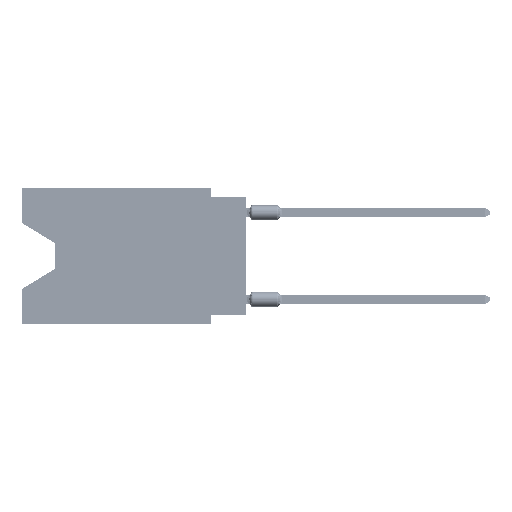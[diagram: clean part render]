
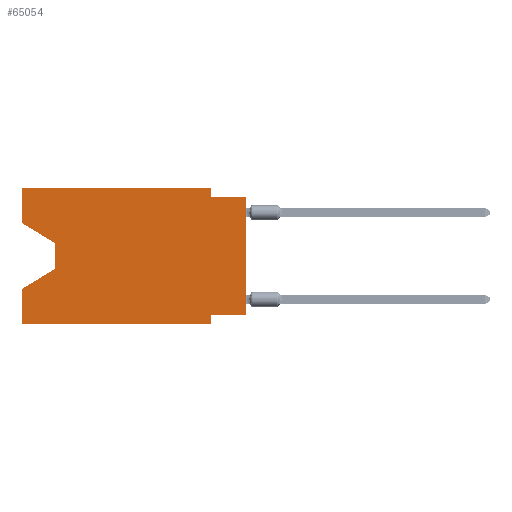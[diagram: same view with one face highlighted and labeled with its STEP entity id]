
A CAD part, left-side view. The second image highlights one B-rep face of the part: STEP entity #65054.
In plain terms, the highlighted planar face has unit normal (-1, 0, 0).
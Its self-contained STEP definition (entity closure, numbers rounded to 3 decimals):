
#256 = LINE ( 'NONE', #80601, #53686 ) ;
#1964 = CARTESIAN_POINT ( 'NONE',  ( 0., 2.54, -9.906 ) ) ;
#3184 = LINE ( 'NONE', #64095, #12752 ) ;
#3633 = VECTOR ( 'NONE', #36997, 1000. ) ;
#4166 = VERTEX_POINT ( 'NONE', #43188 ) ;
#4211 = CARTESIAN_POINT ( 'NONE',  ( 0., 13.97, -5.893 ) ) ;
#5025 = VECTOR ( 'NONE', #32855, 1000. ) ;
#7961 = CARTESIAN_POINT ( 'NONE',  ( 0., 16.383, -2.546 ) ) ;
#8157 = EDGE_CURVE ( 'NONE', #46819, #49976, #256, .T. ) ;
#9022 = LINE ( 'NONE', #1964, #58701 ) ;
#9046 = EDGE_CURVE ( 'NONE', #49976, #19305, #80838, .T. ) ;
#11290 = ORIENTED_EDGE ( 'NONE', *, *, #18386, .T. ) ;
#11353 = EDGE_CURVE ( 'NONE', #15852, #17548, #24533, .T. ) ;
#12752 = VECTOR ( 'NONE', #23498, 1000. ) ;
#14171 = VECTOR ( 'NONE', #73790, 1000. ) ;
#14324 = ORIENTED_EDGE ( 'NONE', *, *, #9046, .T. ) ;
#15194 = VECTOR ( 'NONE', #45467, 1000. ) ;
#15444 = EDGE_CURVE ( 'NONE', #22175, #19373, #42781, .T. ) ;
#15562 = EDGE_CURVE ( 'NONE', #75386, #4166, #86432, .T. ) ;
#15852 = VERTEX_POINT ( 'NONE', #71223 ) ;
#17548 = VERTEX_POINT ( 'NONE', #36528 ) ;
#18333 = CARTESIAN_POINT ( 'NONE',  ( 0., 0., -0.635 ) ) ;
#18386 = EDGE_CURVE ( 'NONE', #45294, #39189, #25171, .T. ) ;
#19305 = VERTEX_POINT ( 'NONE', #4211 ) ;
#19373 = VERTEX_POINT ( 'NONE', #18333 ) ;
#19615 = LINE ( 'NONE', #21363, #5025 ) ;
#20145 = DIRECTION ( 'NONE',  ( 0., -0.855, -0.519 ) ) ;
#20372 = CARTESIAN_POINT ( 'NONE',  ( 0., 13.97, -4.013 ) ) ;
#21363 = CARTESIAN_POINT ( 'NONE',  ( 0., 13.97, -5.893 ) ) ;
#21475 = VECTOR ( 'NONE', #50562, 1000. ) ;
#22175 = VERTEX_POINT ( 'NONE', #70030 ) ;
#22605 = EDGE_CURVE ( 'NONE', #17548, #39189, #9022, .T. ) ;
#23498 = DIRECTION ( 'NONE',  ( 0., 0., 1. ) ) ;
#23552 = FACE_OUTER_BOUND ( 'NONE', #59387, .T. ) ;
#24533 = LINE ( 'NONE', #44398, #21475 ) ;
#24865 = PLANE ( 'NONE',  #73824 ) ;
#25171 = LINE ( 'NONE', #52075, #15194 ) ;
#26173 = CARTESIAN_POINT ( 'NONE',  ( 0., 0., 0. ) ) ;
#27854 = CARTESIAN_POINT ( 'NONE',  ( 0., 16.383, -7.36 ) ) ;
#27886 = DIRECTION ( 'NONE',  ( 0., 0., 1. ) ) ;
#29738 = ORIENTED_EDGE ( 'NONE', *, *, #57803, .F. ) ;
#29767 = DIRECTION ( 'NONE',  ( 0., 0., -1. ) ) ;
#30107 = CARTESIAN_POINT ( 'NONE',  ( 0., 16.383, -9.906 ) ) ;
#32855 = DIRECTION ( 'NONE',  ( 0., 0.855, -0.519 ) ) ;
#33105 = VERTEX_POINT ( 'NONE', #27854 ) ;
#35656 = EDGE_CURVE ( 'NONE', #19305, #33105, #19615, .T. ) ;
#36528 = CARTESIAN_POINT ( 'NONE',  ( 0., 2.54, -9.271 ) ) ;
#36560 = CARTESIAN_POINT ( 'NONE',  ( 0., 0., -0.635 ) ) ;
#36997 = DIRECTION ( 'NONE',  ( 0., -1., 0. ) ) ;
#37443 = DIRECTION ( 'NONE',  ( 0., -1., 0. ) ) ;
#39189 = VERTEX_POINT ( 'NONE', #78248 ) ;
#40865 = EDGE_CURVE ( 'NONE', #4166, #22175, #59781, .T. ) ;
#42660 = EDGE_CURVE ( 'NONE', #45294, #33105, #76413, .T. ) ;
#42781 = LINE ( 'NONE', #36560, #3633 ) ;
#43043 = VECTOR ( 'NONE', #67702, 1000. ) ;
#43135 = ORIENTED_EDGE ( 'NONE', *, *, #50409, .T. ) ;
#43188 = CARTESIAN_POINT ( 'NONE',  ( 0., 2.54, 0. ) ) ;
#44398 = CARTESIAN_POINT ( 'NONE',  ( 0., 0., -9.271 ) ) ;
#45294 = VERTEX_POINT ( 'NONE', #30107 ) ;
#45467 = DIRECTION ( 'NONE',  ( 0., -1., 0. ) ) ;
#46819 = VERTEX_POINT ( 'NONE', #7961 ) ;
#47765 = LINE ( 'NONE', #26173, #56406 ) ;
#48485 = ORIENTED_EDGE ( 'NONE', *, *, #15444, .F. ) ;
#48626 = ORIENTED_EDGE ( 'NONE', *, *, #35656, .T. ) ;
#49976 = VERTEX_POINT ( 'NONE', #53611 ) ;
#50409 = EDGE_CURVE ( 'NONE', #15852, #19373, #47765, .T. ) ;
#50562 = DIRECTION ( 'NONE',  ( 0., 1., 0. ) ) ;
#51334 = DIRECTION ( 'NONE',  ( 0., 0., -1. ) ) ;
#51719 = VECTOR ( 'NONE', #27886, 1000. ) ;
#52075 = CARTESIAN_POINT ( 'NONE',  ( 0., 16.383, -9.906 ) ) ;
#53077 = DIRECTION ( 'NONE',  ( 0., 0., 1. ) ) ;
#53215 = ORIENTED_EDGE ( 'NONE', *, *, #15562, .F. ) ;
#53611 = CARTESIAN_POINT ( 'NONE',  ( 0., 13.97, -4.013 ) ) ;
#53686 = VECTOR ( 'NONE', #20145, 1000. ) ;
#56406 = VECTOR ( 'NONE', #53077, 1000. ) ;
#57439 = ORIENTED_EDGE ( 'NONE', *, *, #8157, .T. ) ;
#57803 = EDGE_CURVE ( 'NONE', #46819, #75386, #3184, .T. ) ;
#58389 = DIRECTION ( 'NONE',  ( 1., 0., 0. ) ) ;
#58701 = VECTOR ( 'NONE', #29767, 1000. ) ;
#59387 = EDGE_LOOP ( 'NONE', ( #57439, #14324, #48626, #60368, #11290, #63059, #76019, #43135, #48485, #86198, #53215, #29738 ) ) ;
#59781 = LINE ( 'NONE', #80083, #43043 ) ;
#60368 = ORIENTED_EDGE ( 'NONE', *, *, #42660, .F. ) ;
#63059 = ORIENTED_EDGE ( 'NONE', *, *, #22605, .F. ) ;
#63707 = CARTESIAN_POINT ( 'NONE',  ( 0., 16.383, 0. ) ) ;
#64095 = CARTESIAN_POINT ( 'NONE',  ( 0., 16.383, 0. ) ) ;
#64252 = VECTOR ( 'NONE', #37443, 1000. ) ;
#65054 = ADVANCED_FACE ( 'NONE', ( #23552 ), #24865, .F. ) ;
#67702 = DIRECTION ( 'NONE',  ( 0., 0., -1. ) ) ;
#70030 = CARTESIAN_POINT ( 'NONE',  ( 0., 2.54, -0.635 ) ) ;
#71223 = CARTESIAN_POINT ( 'NONE',  ( 0., 0., -9.271 ) ) ;
#73790 = DIRECTION ( 'NONE',  ( 0., 0., -1. ) ) ;
#73824 = AXIS2_PLACEMENT_3D ( 'NONE', #63707, #58389, #51334 ) ;
#75384 = CARTESIAN_POINT ( 'NONE',  ( 0., 16.383, 0. ) ) ;
#75386 = VERTEX_POINT ( 'NONE', #75384 ) ;
#76019 = ORIENTED_EDGE ( 'NONE', *, *, #11353, .F. ) ;
#76413 = LINE ( 'NONE', #82600, #51719 ) ;
#78248 = CARTESIAN_POINT ( 'NONE',  ( 0., 2.54, -9.906 ) ) ;
#80083 = CARTESIAN_POINT ( 'NONE',  ( 0., 2.54, 0. ) ) ;
#80601 = CARTESIAN_POINT ( 'NONE',  ( 0., 16.383, -2.546 ) ) ;
#80838 = LINE ( 'NONE', #20372, #14171 ) ;
#82600 = CARTESIAN_POINT ( 'NONE',  ( 0., 16.383, 0. ) ) ;
#84675 = CARTESIAN_POINT ( 'NONE',  ( 0., 16.383, 0. ) ) ;
#86198 = ORIENTED_EDGE ( 'NONE', *, *, #40865, .F. ) ;
#86432 = LINE ( 'NONE', #84675, #64252 ) ;
